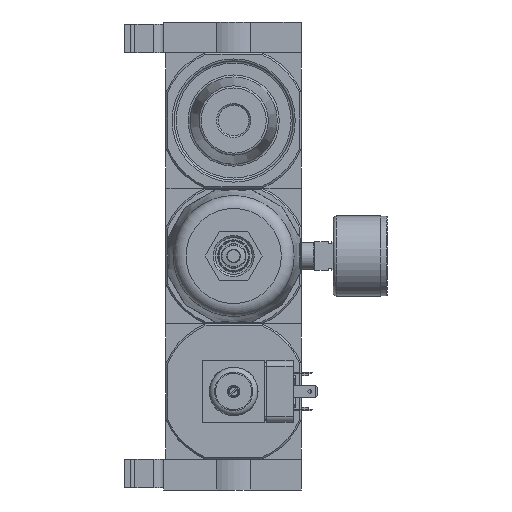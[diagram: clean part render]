
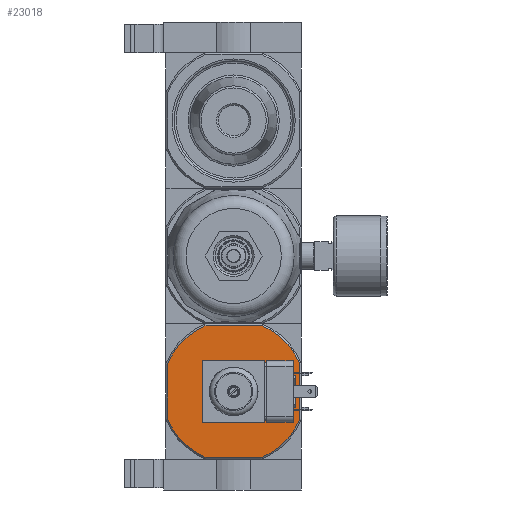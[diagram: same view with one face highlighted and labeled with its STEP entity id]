
A CAD part, front view. The second image highlights one B-rep face of the part: STEP entity #23018.
In plain terms, the highlighted planar face has unit normal (0, -1, 0).
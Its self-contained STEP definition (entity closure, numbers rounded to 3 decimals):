
#2071=CIRCLE('',#32928,6.579);
#2072=CIRCLE('',#32929,34.9);
#2073=CIRCLE('',#32930,34.9);
#2074=CIRCLE('',#32931,34.9);
#2075=CIRCLE('',#32932,34.9);
#6889=ORIENTED_EDGE('',*,*,#11058,.F.);
#6890=ORIENTED_EDGE('',*,*,#11059,.T.);
#6891=ORIENTED_EDGE('',*,*,#11060,.F.);
#6892=ORIENTED_EDGE('',*,*,#11054,.T.);
#6893=ORIENTED_EDGE('',*,*,#11061,.F.);
#6894=ORIENTED_EDGE('',*,*,#11062,.F.);
#6895=ORIENTED_EDGE('',*,*,#11063,.F.);
#6896=ORIENTED_EDGE('',*,*,#11064,.F.);
#6897=ORIENTED_EDGE('',*,*,#11065,.F.);
#11054=EDGE_CURVE('',#13558,#13559,#15244,.T.);
#11058=EDGE_CURVE('',#13562,#13562,#2071,.T.);
#11059=EDGE_CURVE('',#13563,#13564,#15246,.T.);
#11060=EDGE_CURVE('',#13558,#13564,#2072,.T.);
#11061=EDGE_CURVE('',#13565,#13559,#2073,.T.);
#11062=EDGE_CURVE('',#13566,#13565,#15247,.T.);
#11063=EDGE_CURVE('',#13567,#13566,#2074,.T.);
#11064=EDGE_CURVE('',#13568,#13567,#15248,.T.);
#11065=EDGE_CURVE('',#13563,#13568,#2075,.T.);
#13558=VERTEX_POINT('',#46655);
#13559=VERTEX_POINT('',#46656);
#13562=VERTEX_POINT('',#46670);
#13563=VERTEX_POINT('',#46672);
#13564=VERTEX_POINT('',#46673);
#13565=VERTEX_POINT('',#46676);
#13566=VERTEX_POINT('',#46678);
#13567=VERTEX_POINT('',#46680);
#13568=VERTEX_POINT('',#46682);
#15244=LINE('',#46654,#16925);
#15246=LINE('',#46671,#16927);
#15247=LINE('',#46677,#16928);
#15248=LINE('',#46681,#16929);
#16925=VECTOR('',#38524,1000.);
#16927=VECTOR('',#38530,1000.);
#16928=VECTOR('',#38535,1000.);
#16929=VECTOR('',#38538,1000.);
#18826=EDGE_LOOP('',(#6889));
#18827=EDGE_LOOP('',(#6890,#6891,#6892,#6893,#6894,#6895,#6896,#6897));
#20683=FACE_BOUND('',#18826,.T.);
#20684=FACE_BOUND('',#18827,.T.);
#21759=PLANE('',#32927);
#23018=ADVANCED_FACE('',(#20683,#20684),#21759,.F.);
#32927=AXIS2_PLACEMENT_3D('',#46668,#38526,#38527);
#32928=AXIS2_PLACEMENT_3D('',#46669,#38528,#38529);
#32929=AXIS2_PLACEMENT_3D('',#46674,#38531,#38532);
#32930=AXIS2_PLACEMENT_3D('',#46675,#38533,#38534);
#32931=AXIS2_PLACEMENT_3D('',#46679,#38536,#38537);
#32932=AXIS2_PLACEMENT_3D('',#46683,#38539,#38540);
#38524=DIRECTION('',(0.,0.,-1.));
#38526=DIRECTION('',(0.,1.,0.));
#38527=DIRECTION('',(0.,0.,1.));
#38528=DIRECTION('',(0.,-1.,0.));
#38529=DIRECTION('',(0.,0.,-1.));
#38530=DIRECTION('',(-1.,0.,0.));
#38531=DIRECTION('',(0.,1.,0.));
#38532=DIRECTION('',(-1.,0.,0.));
#38533=DIRECTION('',(0.,1.,0.));
#38534=DIRECTION('',(-1.,0.,0.));
#38535=DIRECTION('',(-1.,0.,0.));
#38536=DIRECTION('',(0.,1.,0.));
#38537=DIRECTION('',(-1.,0.,0.));
#38538=DIRECTION('',(0.,0.,-1.));
#38539=DIRECTION('',(0.,1.,0.));
#38540=DIRECTION('',(-1.,0.,0.));
#46654=CARTESIAN_POINT('',(-32.2,-33.,33.));
#46655=CARTESIAN_POINT('',(-32.2,-33.,13.46));
#46656=CARTESIAN_POINT('',(-32.2,-33.,-13.46));
#46668=CARTESIAN_POINT('',(-32.2,-33.,33.));
#46669=CARTESIAN_POINT('',(0.,-33.,0.));
#46670=CARTESIAN_POINT('',(0.,-33.,-6.579));
#46671=CARTESIAN_POINT('',(33.,-33.,32.2));
#46672=CARTESIAN_POINT('',(13.46,-33.,32.2));
#46673=CARTESIAN_POINT('',(-13.46,-33.,32.2));
#46674=CARTESIAN_POINT('',(0.,-33.,0.));
#46675=CARTESIAN_POINT('',(0.,-33.,0.));
#46676=CARTESIAN_POINT('',(-13.46,-33.,-32.2));
#46677=CARTESIAN_POINT('',(33.,-33.,-32.2));
#46678=CARTESIAN_POINT('',(13.46,-33.,-32.2));
#46679=CARTESIAN_POINT('',(0.,-33.,0.));
#46680=CARTESIAN_POINT('',(32.2,-33.,-13.46));
#46681=CARTESIAN_POINT('',(32.2,-33.,33.));
#46682=CARTESIAN_POINT('',(32.2,-33.,13.46));
#46683=CARTESIAN_POINT('',(0.,-33.,0.));
